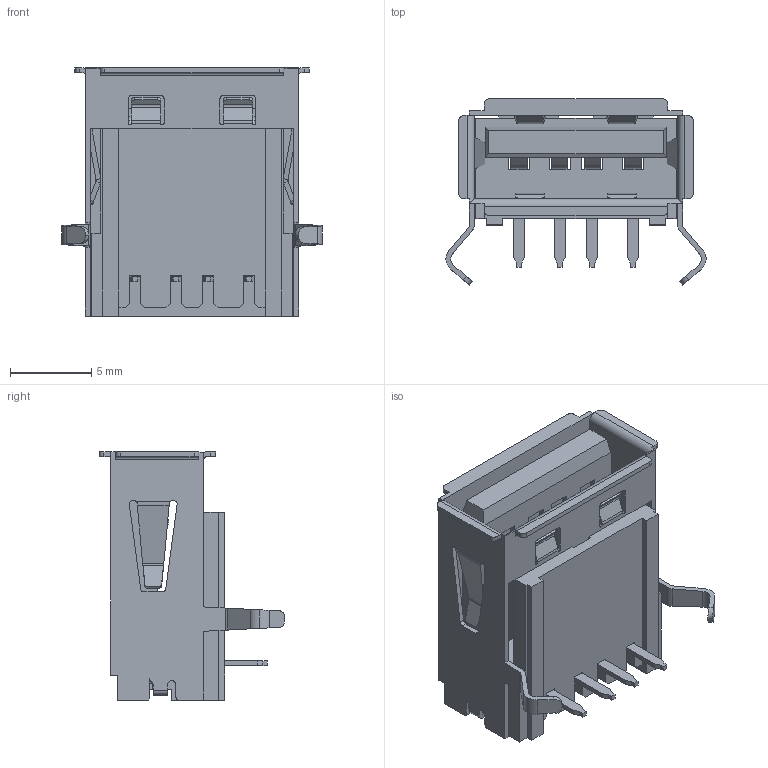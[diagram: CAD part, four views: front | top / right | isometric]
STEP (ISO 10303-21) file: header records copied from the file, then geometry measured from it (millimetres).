
FILE_DESCRIPTION(('STEP AP242'),'1');
FILE_NAME('67643-3911.stp','2020-11-12T02:51:23',('TraceParts'),('TraceParts S.A.'),'Spatial InterOp 3D',' ',' ');
FILE_SCHEMA(('AP242_MANAGED_MODEL_BASED_3D_ENGINEERING_MIM_LF {1 0 10303 442 1 1 4}'));
Length unit declared in the file: millimetre
Products named in the file (1): 67643-3911_1
Bounding box: 16 x 11.43 x 15.26 mm (x, y, z)
Volume: 623.3 mm3; surface area: 2057.2 mm2
Topology: 1 solids, 1 shells, 527 faces, 1548 edges, 1002 vertices
Faces by surface type: plane 357, cylinder 146, bspline 20, cone 4
Entity records: 18929 total; most frequent: CARTESIAN_POINT 4826, ORIENTED_EDGE 3096, DIRECTION 2752, EDGE_CURVE 1548, LINE 1192, VECTOR 1192, VERTEX_POINT 1002, AXIS2_PLACEMENT_3D 780
